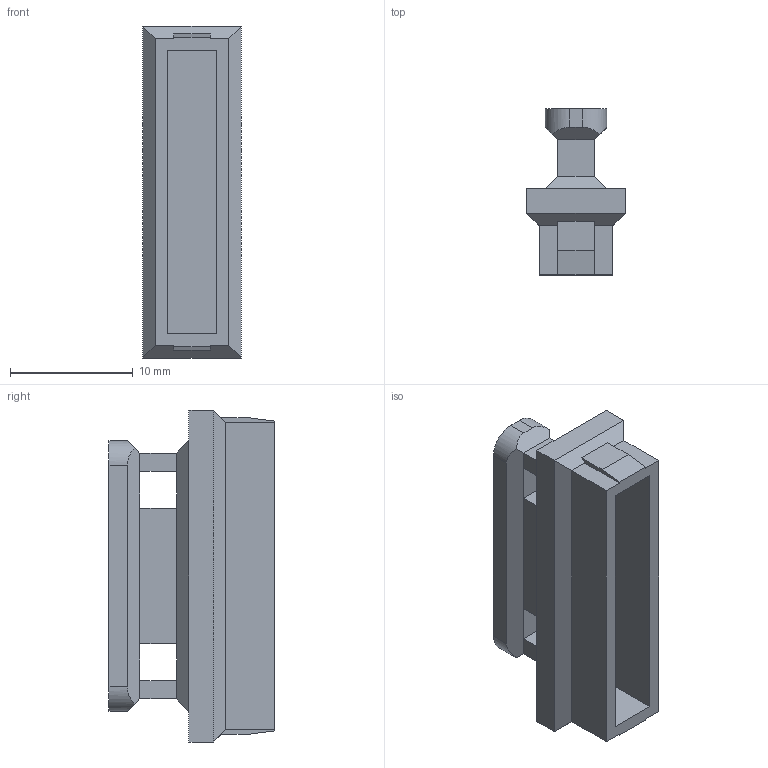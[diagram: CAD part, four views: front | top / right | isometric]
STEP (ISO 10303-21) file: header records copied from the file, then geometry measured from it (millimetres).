
FILE_DESCRIPTION(('HOOPS Exchange Step'),'2;1');
FILE_NAME('export-091922D5-01BE-4218-8377-DB02C95B93C1.stp','2021-03-16T09:43:08+01:00',('31616'),('Alibre'),'HOOPS Exchange 2019.2','Alibre','Unknown authorisation');
FILE_SCHEMA( ('AP242_MANAGED_MODEL_BASED_3D_ENGINEERING_MIM_LF {1 0 10303 442 1 1 4 }') );
Length unit declared in the file: centimetre
Products named in the file (1): Cap
Bounding box: 8 x 13.5 x 27 mm (x, y, z)
Volume: 1211.6 mm3; surface area: 1535.2 mm2
Topology: 1 solids, 1 shells, 108 faces, 277 edges, 174 vertices
Faces by surface type: plane 104, cylinder 4
Entity records: 3216 total; most frequent: CARTESIAN_POINT 561, ORIENTED_EDGE 554, DIRECTION 509, EDGE_CURVE 277, VECTOR 265, LINE 265, VERTEX_POINT 174, AXIS2_PLACEMENT_3D 122
